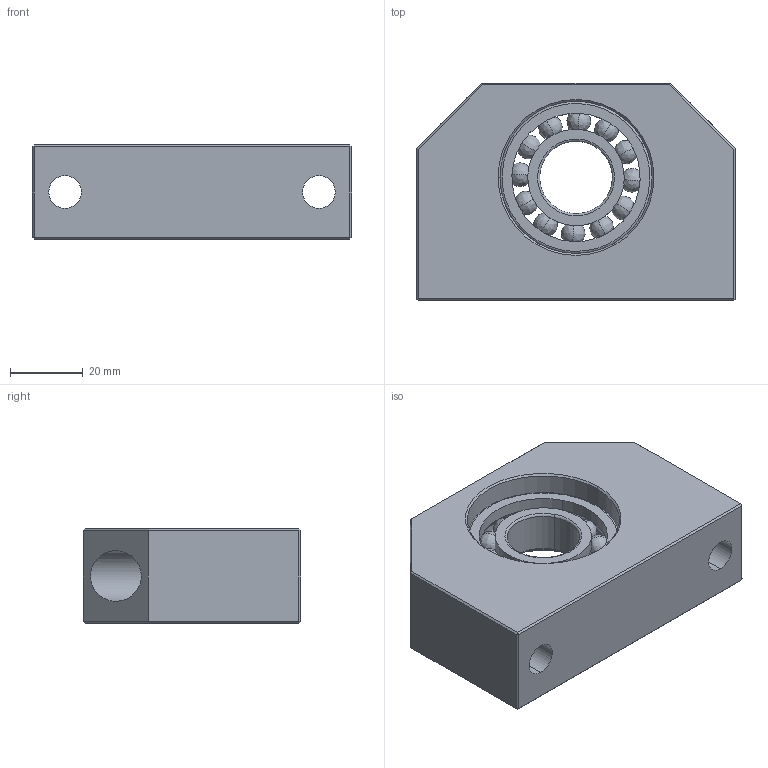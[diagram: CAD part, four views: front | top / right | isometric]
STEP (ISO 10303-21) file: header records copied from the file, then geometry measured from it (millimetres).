
FILE_DESCRIPTION (( 'STEP AP203' ), '1' );
FILE_NAME ('BF 20.STEP', '2014-10-22T02:08:27', ( 'star' ), ( '' ), 'SwSTEP 2.0', 'SolidWorks 2013', '' );
FILE_SCHEMA (( 'CONFIG_CONTROL_DESIGN' ));
Length unit declared in the file: millimetre
Products named in the file (3): #6004(20X42X12); BF 20
Assembly tree (2 placements, depth 2):
  BF 20
    #6004(20X42X12)
    BF 20
Bounding box: 88 x 60 x 26 mm (x, y, z)
Volume: 91674.5 mm3; surface area: 28464.2 mm2
Topology: 2 solids, 2 shells, 210 faces, 636 edges, 384 vertices
Faces by surface type: bspline 96, plane 80, cylinder 22, torus 8, cone 4
Entity records: 14947 total; most frequent: CARTESIAN_POINT 9827, ORIENTED_EDGE 1176, DIRECTION 730, EDGE_CURVE 588, VERTEX_POINT 384, VECTOR 252, LINE 252, EDGE_LOOP 244
